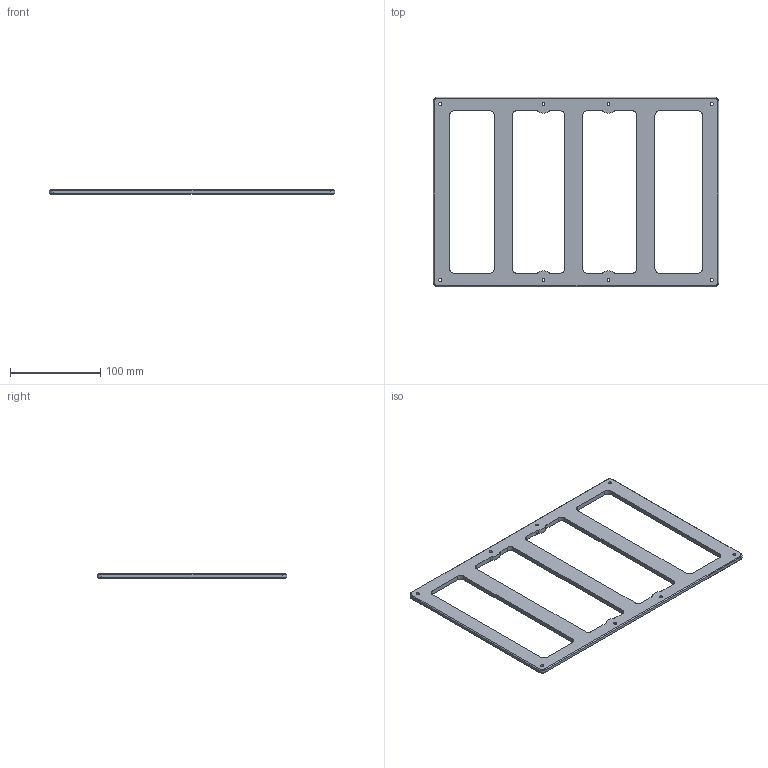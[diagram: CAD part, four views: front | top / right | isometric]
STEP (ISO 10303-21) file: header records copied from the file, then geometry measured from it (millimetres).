
FILE_DESCRIPTION((''),'2;1');
FILE_NAME('LS_JG_QX008618','2021-03-16T20:54:18',('dale.chen'),(''),'CREO PARAMETRIC BY PTC INC, 2019164','CREO PARAMETRIC BY PTC INC, 2019164','');
FILE_SCHEMA(('CONFIG_CONTROL_DESIGN','SHAPE_APPEARANCE_LAYERS_GROUPS'));
Length unit declared in the file: millimetre
Products named in the file (1): LS_JG_QX008618
Bounding box: 316 x 210 x 5 mm (x, y, z)
Volume: 132638.7 mm3; surface area: 67605.7 mm2
Topology: 1 solids, 1 shells, 114 faces, 296 edges, 192 vertices
Faces by surface type: cylinder 64, plane 42, cone 8
Entity records: 3934 total; most frequent: DIRECTION 660, CARTESIAN_POINT 602, ORIENTED_EDGE 592, COLOUR_RGB 312, EDGE_CURVE 296, AXIS2_PLACEMENT_3D 250, VERTEX_POINT 192, VECTOR 160
